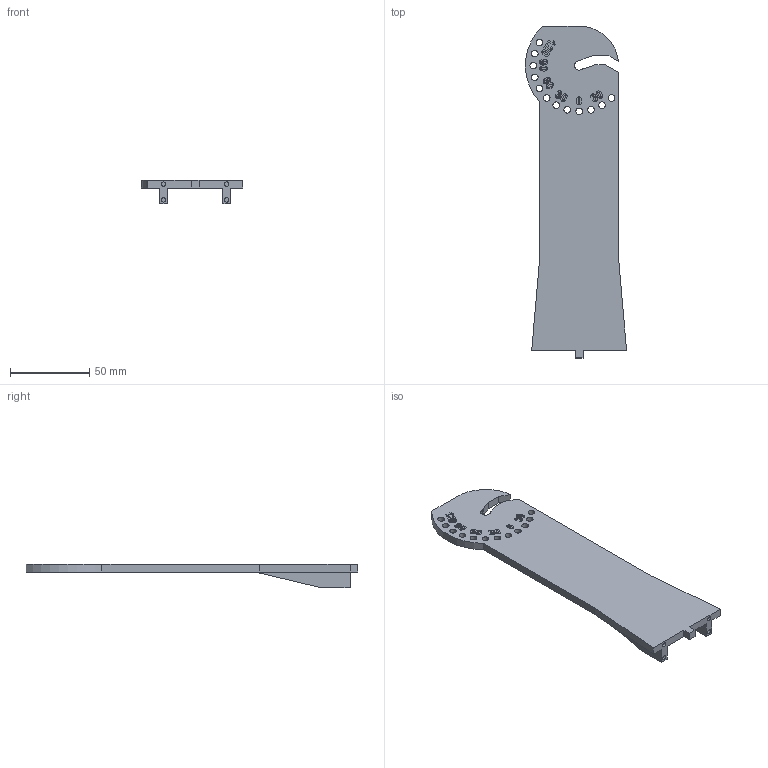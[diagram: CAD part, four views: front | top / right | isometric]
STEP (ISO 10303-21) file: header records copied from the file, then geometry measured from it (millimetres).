
FILE_DESCRIPTION(/* description */ ('','CAx-IF Rec.Pracs.---Representation and Presentation of Product Manufacturing Information (PMI)---4.0---2014-10-13'),/* implementation_level */ '2;1');
FILE_NAME(/* name */ 'FS80+UL Pivot Shoulder Left v3.step',/* time_stamp */ '2025-02-19T13:36:35+01:00',/* author */ (''),/* organization */ (''),/* preprocessor_version */ 'ST-DEVELOPER v20',/* originating_system */ 'Autodesk Translation Framework v13.20.0.188',/* authorisation */ '');
FILE_SCHEMA (('AP242_MANAGED_MODEL_BASED_3D_ENGINEERING_MIM_LF { 1 0 10303 442 1 1 4 }'));
Products named in the file (1): FS80+UL Pivot Shoulder Left
Bounding box: 63.96 x 210 x 15 mm (x, y, z)
Volume: 55254.2 mm3; surface area: 27667.1 mm2
Topology: 25 solids, 25 shells, 1151 faces, 3171 edges, 2114 vertices
Faces by surface type: bspline 944, plane 186, cylinder 21
Full cylindrical faces by diameter (mm): 2.8 x4, 4.2 x12
Entity records: 45428 total; most frequent: CARTESIAN_POINT 22485, ORIENTED_EDGE 6342, EDGE_CURVE 3171, VERTEX_POINT 2114, B_SPLINE_CURVE_WITH_KNOTS 1888, DIRECTION 1741, EDGE_LOOP 1251, LINE 1241
